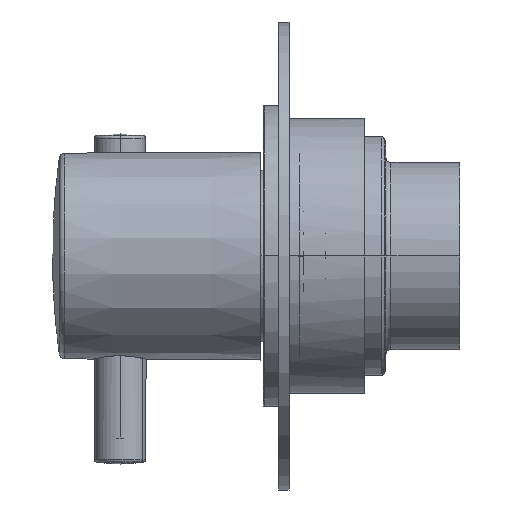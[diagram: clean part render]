
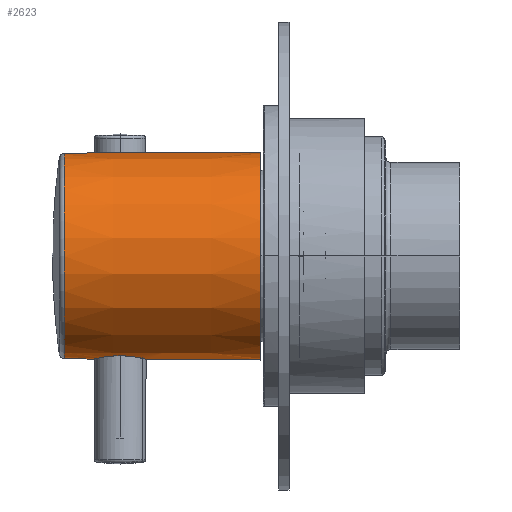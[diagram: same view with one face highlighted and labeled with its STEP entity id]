
A CAD part, left-side view. The second image highlights one B-rep face of the part: STEP entity #2623.
In plain terms, the highlighted conical face has half-angle 0.33 degrees and reference radius 19.892 mm.
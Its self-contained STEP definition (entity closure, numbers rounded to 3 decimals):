
#2521=CARTESIAN_POINT('Axis2P3D Location',(0.,24.346,120.)) ;
#2526=CARTESIAN_POINT('Line Origine',(-28807.719,-4998165.928,120.)) ;
#2530=CARTESIAN_POINT('Vertex',(-19.873,27.475,120.)) ;
#2532=CARTESIAN_POINT('Vertex',(-20.,5.5,120.)) ;
#2535=CARTESIAN_POINT('Axis2P3D Location',(0.,5.5,120.)) ;
#2539=CARTESIAN_POINT('Vertex',(20.,5.5,120.)) ;
#2542=CARTESIAN_POINT('Line Origine',(28807.719,-4998165.928,120.)) ;
#2546=CARTESIAN_POINT('Vertex',(19.783,43.193,120.)) ;
#2549=CARTESIAN_POINT('Axis2P3D Location',(0.,43.193,120.)) ;
#2553=CARTESIAN_POINT('Vertex',(19.783,43.193,120.106)) ;
#2556=CARTESIAN_POINT('Axis2P3D Location',(0.,43.193,120.)) ;
#2560=CARTESIAN_POINT('Vertex',(-19.783,43.193,120.)) ;
#2563=CARTESIAN_POINT('Line Origine',(-28807.719,-4998165.928,120.)) ;
#2567=CARTESIAN_POINT('Vertex',(-19.816,37.525,120.)) ;
#2571=CARTESIAN_POINT('Control Point',(-19.816,37.525,120.)) ;
#2572=CARTESIAN_POINT('Control Point',(-19.816,37.525,120.514)) ;
#2573=CARTESIAN_POINT('Control Point',(-19.799,37.459,121.029)) ;
#2574=CARTESIAN_POINT('Control Point',(-19.767,37.328,121.537)) ;
#2575=CARTESIAN_POINT('Control Point',(-19.695,37.029,122.295)) ;
#2576=CARTESIAN_POINT('Control Point',(-19.589,36.515,123.043)) ;
#2577=CARTESIAN_POINT('Control Point',(-19.551,36.323,123.284)) ;
#2578=CARTESIAN_POINT('Control Point',(-19.488,35.986,123.646)) ;
#2579=CARTESIAN_POINT('Control Point',(-19.419,35.548,124.002)) ;
#2580=CARTESIAN_POINT('Control Point',(-19.395,35.386,124.121)) ;
#2581=CARTESIAN_POINT('Control Point',(-19.353,35.082,124.323)) ;
#2582=CARTESIAN_POINT('Control Point',(-19.31,34.708,124.519)) ;
#2583=CARTESIAN_POINT('Control Point',(-19.292,34.538,124.599)) ;
#2584=CARTESIAN_POINT('Control Point',(-19.268,34.277,124.708)) ;
#2585=CARTESIAN_POINT('Control Point',(-19.244,33.958,124.81)) ;
#2586=CARTESIAN_POINT('Control Point',(-19.238,33.866,124.837)) ;
#2587=CARTESIAN_POINT('Control Point',(-19.227,33.691,124.884)) ;
#2588=CARTESIAN_POINT('Control Point',(-19.217,33.493,124.927)) ;
#2589=CARTESIAN_POINT('Control Point',(-19.213,33.395,124.946)) ;
#2590=CARTESIAN_POINT('Control Point',(-19.206,33.208,124.977)) ;
#2591=CARTESIAN_POINT('Control Point',(-19.201,32.996,125.002)) ;
#2592=CARTESIAN_POINT('Control Point',(-19.199,32.892,125.011)) ;
#2593=CARTESIAN_POINT('Control Point',(-19.196,32.562,125.032)) ;
#2594=CARTESIAN_POINT('Control Point',(-19.199,32.209,125.025)) ;
#2595=CARTESIAN_POINT('Control Point',(-19.206,31.99,125.005)) ;
#2596=CARTESIAN_POINT('Control Point',(-19.225,31.524,124.942)) ;
#2597=CARTESIAN_POINT('Control Point',(-19.25,31.172,124.852)) ;
#2598=CARTESIAN_POINT('Control Point',(-19.265,30.988,124.797)) ;
#2599=CARTESIAN_POINT('Control Point',(-19.303,30.576,124.654)) ;
#2600=CARTESIAN_POINT('Control Point',(-19.341,30.251,124.501)) ;
#2601=CARTESIAN_POINT('Control Point',(-19.363,30.078,124.409)) ;
#2602=CARTESIAN_POINT('Control Point',(-19.432,29.577,124.114)) ;
#2603=CARTESIAN_POINT('Control Point',(-19.497,29.2,123.809)) ;
#2604=CARTESIAN_POINT('Control Point',(-19.537,28.98,123.604)) ;
#2605=CARTESIAN_POINT('Control Point',(-19.607,28.62,123.218)) ;
#2606=CARTESIAN_POINT('Control Point',(-19.668,28.337,122.827)) ;
#2607=CARTESIAN_POINT('Control Point',(-19.693,28.223,122.649)) ;
#2608=CARTESIAN_POINT('Control Point',(-19.776,27.859,122.017)) ;
#2609=CARTESIAN_POINT('Control Point',(-19.833,27.633,121.379)) ;
#2610=CARTESIAN_POINT('Control Point',(-19.86,27.528,120.922)) ;
#2611=CARTESIAN_POINT('Control Point',(-19.873,27.475,120.461)) ;
#2612=CARTESIAN_POINT('Control Point',(-19.873,27.475,120.)) ;
#2528=VECTOR('Line Direction',#2527,1.) ;
#2544=VECTOR('Line Direction',#2543,1.) ;
#2565=VECTOR('Line Direction',#2564,1.) ;
#2522=DIRECTION('Axis2P3D Direction',(0.,-1.,0.)) ;
#2523=DIRECTION('Axis2P3D XDirection',(-1.,0.,0.)) ;
#2527=DIRECTION('Vector Direction',(-0.006,-1.,0.)) ;
#2536=DIRECTION('Axis2P3D Direction',(-0.,-1.,0.)) ;
#2543=DIRECTION('Vector Direction',(0.006,-1.,0.)) ;
#2550=DIRECTION('Axis2P3D Direction',(-0.,-1.,0.)) ;
#2557=DIRECTION('Axis2P3D Direction',(-0.,-1.,0.)) ;
#2564=DIRECTION('Vector Direction',(-0.006,-1.,0.)) ;
#2524=AXIS2_PLACEMENT_3D('Cone Axis2P3D',#2521,#2522,#2523) ;
#2537=AXIS2_PLACEMENT_3D('Circle Axis2P3D',#2535,#2536,$) ;
#2551=AXIS2_PLACEMENT_3D('Circle Axis2P3D',#2549,#2550,$) ;
#2558=AXIS2_PLACEMENT_3D('Circle Axis2P3D',#2556,#2557,$) ;
#2529=LINE('Line',#2526,#2528) ;
#2545=LINE('Line',#2542,#2544) ;
#2566=LINE('Line',#2563,#2565) ;
#2538=CIRCLE('generated circle',#2537,20.) ;
#2552=CIRCLE('generated circle',#2551,19.783) ;
#2559=CIRCLE('generated circle',#2558,19.783) ;
#2525=CONICAL_SURFACE('Cone',#2524,19.891,0.006) ;
#2534=EDGE_CURVE('',#2531,#2533,#2529,.T.) ;
#2541=EDGE_CURVE('',#2533,#2540,#2538,.F.) ;
#2548=EDGE_CURVE('',#2540,#2547,#2545,.F.) ;
#2555=EDGE_CURVE('',#2547,#2554,#2552,.T.) ;
#2562=EDGE_CURVE('',#2554,#2561,#2559,.T.) ;
#2569=EDGE_CURVE('',#2561,#2568,#2566,.T.) ;
#2613=EDGE_CURVE('',#2568,#2531,#2570,.T.) ;
#2615=ORIENTED_EDGE('',*,*,#2534,.T.) ;
#2616=ORIENTED_EDGE('',*,*,#2541,.T.) ;
#2617=ORIENTED_EDGE('',*,*,#2548,.T.) ;
#2618=ORIENTED_EDGE('',*,*,#2555,.T.) ;
#2619=ORIENTED_EDGE('',*,*,#2562,.T.) ;
#2620=ORIENTED_EDGE('',*,*,#2569,.T.) ;
#2621=ORIENTED_EDGE('',*,*,#2613,.T.) ;
#2614=EDGE_LOOP('',(#2615,#2616,#2617,#2618,#2619,#2620,#2621)) ;
#2531=VERTEX_POINT('',#2530) ;
#2533=VERTEX_POINT('',#2532) ;
#2540=VERTEX_POINT('',#2539) ;
#2547=VERTEX_POINT('',#2546) ;
#2554=VERTEX_POINT('',#2553) ;
#2561=VERTEX_POINT('',#2560) ;
#2568=VERTEX_POINT('',#2567) ;
#2623=ADVANCED_FACE('Superficie.662',(#2622),#2525,.T.) ;
#2570=B_SPLINE_CURVE_WITH_KNOTS('',5,(#2571,#2572,#2573,#2574,#2575,#2576,#2577,#2578,#2579,#2580,#2581,#2582,#2583,#2584,#2585,#2586,#2587,#2588,#2589,#2590,#2591,#2592,#2593,#2594,#2595,#2596,#2597,#2598,#2599,#2600,#2601,#2602,#2603,#2604,#2605,#2606,#2607,#2608,#2609,#2610,#2611,#2612),.UNSPECIFIED.,.F.,.U.,(6,3,3,3,3,3,3,3,3,3,3,3,3,6),(0.,13.5,20.017,23.297,25.659,26.53,27.23,27.836,29.07,30.863,33.541,39.256,43.993,56.061),.UNSPECIFIED.) ;
#2622=FACE_OUTER_BOUND('',#2614,.T.) ;
